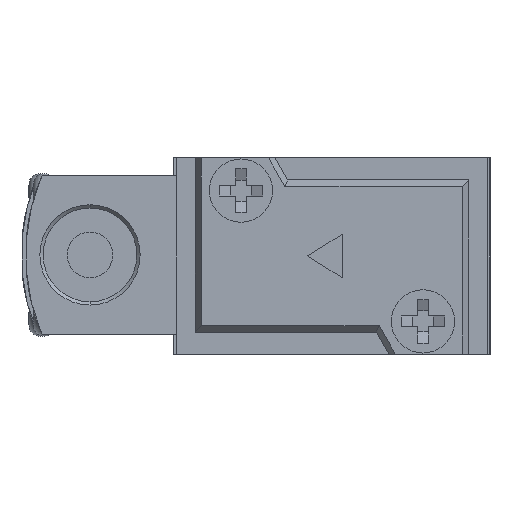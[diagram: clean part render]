
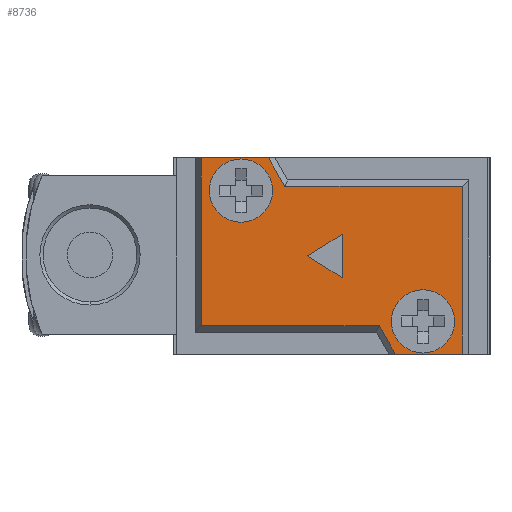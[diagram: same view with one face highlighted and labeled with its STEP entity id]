
A CAD part, left-side view. The second image highlights one B-rep face of the part: STEP entity #8736.
In plain terms, the highlighted face is planar.
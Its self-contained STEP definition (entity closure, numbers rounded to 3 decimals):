
#774 = EDGE_LOOP ( 'NONE', ( #5515, #5516, #5517 ) ) ;
#776 = EDGE_LOOP ( 'NONE', ( #5518, #5519 ) ) ;
#778 = EDGE_LOOP ( 'NONE', ( #5520, #5521 ) ) ;
#780 = EDGE_LOOP ( 'NONE', ( #5522, #5523, #5524, #5525, #5526, #5527, #5528, #5529 ) ) ;
#2351 = CARTESIAN_POINT ( 'NONE',  ( 6., 8.35, 1. ) ) ;
#2352 = DIRECTION ( 'NONE',  ( 0., 0., 1. ) ) ;
#2353 = DIRECTION ( 'NONE',  ( 1., 0., 0. ) ) ;
#2358 = CARTESIAN_POINT ( 'NONE',  ( -6., -8.35, 1. ) ) ;
#2359 = DIRECTION ( 'NONE',  ( 0., 0., 1. ) ) ;
#2360 = DIRECTION ( 'NONE',  ( 1., 0., 0. ) ) ;
#5515 = ORIENTED_EDGE ( 'NONE', *, *, #13279, .F. ) ;
#5516 = ORIENTED_EDGE ( 'NONE', *, *, #13278, .F. ) ;
#5517 = ORIENTED_EDGE ( 'NONE', *, *, #13277, .F. ) ;
#5518 = ORIENTED_EDGE ( 'NONE', *, *, #13276, .F. ) ;
#5519 = ORIENTED_EDGE ( 'NONE', *, *, #13695, .F. ) ;
#5520 = ORIENTED_EDGE ( 'NONE', *, *, #13275, .F. ) ;
#5521 = ORIENTED_EDGE ( 'NONE', *, *, #13692, .F. ) ;
#5522 = ORIENTED_EDGE ( 'NONE', *, *, #13274, .T. ) ;
#5523 = ORIENTED_EDGE ( 'NONE', *, *, #13273, .T. ) ;
#5524 = ORIENTED_EDGE ( 'NONE', *, *, #13331, .T. ) ;
#5525 = ORIENTED_EDGE ( 'NONE', *, *, #13272, .T. ) ;
#5526 = ORIENTED_EDGE ( 'NONE', *, *, #13271, .T. ) ;
#5527 = ORIENTED_EDGE ( 'NONE', *, *, #13270, .T. ) ;
#5528 = ORIENTED_EDGE ( 'NONE', *, *, #13307, .T. ) ;
#5529 = ORIENTED_EDGE ( 'NONE', *, *, #13269, .T. ) ;
#6212 = CIRCLE ( 'NONE', #16562, 2.9 ) ;
#6217 = CIRCLE ( 'NONE', #16563, 2.9 ) ;
#8736 = ADVANCED_FACE ( 'NONE', ( #15912, #15913, #15914, #15915 ), #8890, .F. ) ;
#8890 = PLANE ( 'NONE',  #16431 ) ;
#8891 = CARTESIAN_POINT ( 'NONE',  ( 6.4, -11.973, 1. ) ) ;
#8892 = DIRECTION ( 'NONE',  ( 0., 0., -1. ) ) ;
#8893 = DIRECTION ( 'NONE',  ( -1., 0., 0. ) ) ;
#8953 = CARTESIAN_POINT ( 'NONE',  ( 6.4, -11.973, 1. ) ) ;
#8954 = DIRECTION ( 'NONE',  ( 1., 0., 0. ) ) ;
#8955 = CARTESIAN_POINT ( 'NONE',  ( -6.4, -4.327, 1. ) ) ;
#8956 = DIRECTION ( 'NONE',  ( -0.866, -0.5, 0. ) ) ;
#8957 = CARTESIAN_POINT ( 'NONE',  ( -6.4, 11.973, 1. ) ) ;
#8958 = DIRECTION ( 'NONE',  ( 0., -1., 0. ) ) ;
#8959 = CARTESIAN_POINT ( 'NONE',  ( 9., 11.973, 1. ) ) ;
#8960 = DIRECTION ( 'NONE',  ( -1., 0., 0. ) ) ;
#8961 = CARTESIAN_POINT ( 'NONE',  ( 6.4, 4.327, 1. ) ) ;
#8962 = DIRECTION ( 'NONE',  ( 0.866, 0.5, 0. ) ) ;
#8963 = CARTESIAN_POINT ( 'NONE',  ( 6.4, 4.327, 1. ) ) ;
#8964 = DIRECTION ( 'NONE',  ( 0., 1., 0. ) ) ;
#8965 = CARTESIAN_POINT ( 'NONE',  ( 6., 8.35, 1. ) ) ;
#8966 = DIRECTION ( 'NONE',  ( 0., 0., 1. ) ) ;
#8967 = DIRECTION ( 'NONE',  ( 1., 0., 0. ) ) ;
#8968 = CARTESIAN_POINT ( 'NONE',  ( -6., -8.35, 1. ) ) ;
#8969 = DIRECTION ( 'NONE',  ( 0., 0., 1. ) ) ;
#8970 = DIRECTION ( 'NONE',  ( 1., 0., 0. ) ) ;
#8971 = CARTESIAN_POINT ( 'NONE',  ( -2., -0.947, 1. ) ) ;
#8972 = DIRECTION ( 'NONE',  ( 1., 0., 0. ) ) ;
#8973 = CARTESIAN_POINT ( 'NONE',  ( 0., 2.253, 1. ) ) ;
#8974 = DIRECTION ( 'NONE',  ( -0.53, 0.848, 0. ) ) ;
#8975 = CARTESIAN_POINT ( 'NONE',  ( 0., 2.253, 1. ) ) ;
#8976 = DIRECTION ( 'NONE',  ( -0.53, -0.848, 0. ) ) ;
#9037 = CARTESIAN_POINT ( 'NONE',  ( -9., -5.828, 1. ) ) ;
#9038 = DIRECTION ( 'NONE',  ( 0., -1., 0. ) ) ;
#9087 = CARTESIAN_POINT ( 'NONE',  ( 9., 11.973, 1. ) ) ;
#9088 = DIRECTION ( 'NONE',  ( 0., 1., 0. ) ) ;
#10408 = CARTESIAN_POINT ( 'NONE',  ( -8.9, -8.35, 1. ) ) ;
#10409 = CARTESIAN_POINT ( 'NONE',  ( -3.1, -8.35, 1. ) ) ;
#10410 = CARTESIAN_POINT ( 'NONE',  ( 3.1, 8.35, 1. ) ) ;
#10411 = CARTESIAN_POINT ( 'NONE',  ( 8.9, 8.35, 1. ) ) ;
#10506 = CARTESIAN_POINT ( 'NONE',  ( 9., 11.973, 1. ) ) ;
#10507 = CARTESIAN_POINT ( 'NONE',  ( 9., 5.828, 1. ) ) ;
#10515 = CARTESIAN_POINT ( 'NONE',  ( -9., -11.973, 1. ) ) ;
#10516 = CARTESIAN_POINT ( 'NONE',  ( -9., -5.828, 1. ) ) ;
#10531 = CARTESIAN_POINT ( 'NONE',  ( 0., 2.253, 1. ) ) ;
#10532 = CARTESIAN_POINT ( 'NONE',  ( -2., -0.947, 1. ) ) ;
#10533 = CARTESIAN_POINT ( 'NONE',  ( 2., -0.947, 1. ) ) ;
#10534 = CARTESIAN_POINT ( 'NONE',  ( 6.4, -11.973, 1. ) ) ;
#10535 = CARTESIAN_POINT ( 'NONE',  ( 6.4, 4.327, 1. ) ) ;
#10536 = CARTESIAN_POINT ( 'NONE',  ( -6.4, 11.973, 1. ) ) ;
#10537 = CARTESIAN_POINT ( 'NONE',  ( -6.4, -4.327, 1. ) ) ;
#13269 = EDGE_CURVE ( 'NONE', #22139, #22158, #15954, .T. ) ;
#13270 = EDGE_CURVE ( 'NONE', #22161, #22140, #15956, .T. ) ;
#13271 = EDGE_CURVE ( 'NONE', #22160, #22161, #15958, .T. ) ;
#13272 = EDGE_CURVE ( 'NONE', #22130, #22160, #15960, .T. ) ;
#13273 = EDGE_CURVE ( 'NONE', #22159, #22131, #15962, .T. ) ;
#13274 = EDGE_CURVE ( 'NONE', #22158, #22159, #15964, .T. ) ;
#13275 = EDGE_CURVE ( 'NONE', #22035, #22034, #15966, .T. ) ;
#13276 = EDGE_CURVE ( 'NONE', #22033, #22032, #15968, .T. ) ;
#13277 = EDGE_CURVE ( 'NONE', #22156, #22157, #15967, .T. ) ;
#13278 = EDGE_CURVE ( 'NONE', #22157, #22155, #15970, .T. ) ;
#13279 = EDGE_CURVE ( 'NONE', #22155, #22156, #15972, .T. ) ;
#13307 = EDGE_CURVE ( 'NONE', #22140, #22139, #16018, .T. ) ;
#13331 = EDGE_CURVE ( 'NONE', #22131, #22130, #16064, .T. ) ;
#13692 = EDGE_CURVE ( 'NONE', #22034, #22035, #6212, .T. ) ;
#13695 = EDGE_CURVE ( 'NONE', #22032, #22033, #6217, .T. ) ;
#15912 = FACE_BOUND ( 'NONE', #774, .T. ) ;
#15913 = FACE_BOUND ( 'NONE', #776, .T. ) ;
#15914 = FACE_BOUND ( 'NONE', #778, .T. ) ;
#15915 = FACE_OUTER_BOUND ( 'NONE', #780, .T. ) ;
#15954 = LINE ( 'NONE', #8953, #15955 ) ;
#15955 = VECTOR ( 'NONE', #8954, 1000. ) ;
#15956 = LINE ( 'NONE', #8955, #15957 ) ;
#15957 = VECTOR ( 'NONE', #8956, 1000. ) ;
#15958 = LINE ( 'NONE', #8957, #15959 ) ;
#15959 = VECTOR ( 'NONE', #8958, 1000. ) ;
#15960 = LINE ( 'NONE', #8959, #15961 ) ;
#15961 = VECTOR ( 'NONE', #8960, 1000. ) ;
#15962 = LINE ( 'NONE', #8961, #15963 ) ;
#15963 = VECTOR ( 'NONE', #8962, 1000. ) ;
#15964 = LINE ( 'NONE', #8963, #15965 ) ;
#15965 = VECTOR ( 'NONE', #8964, 1000. ) ;
#15966 = CIRCLE ( 'NONE', #16442, 2.9 ) ;
#15967 = LINE ( 'NONE', #8971, #15969 ) ;
#15968 = CIRCLE ( 'NONE', #16443, 2.9 ) ;
#15969 = VECTOR ( 'NONE', #8972, 1000. ) ;
#15970 = LINE ( 'NONE', #8973, #15971 ) ;
#15971 = VECTOR ( 'NONE', #8974, 1000. ) ;
#15972 = LINE ( 'NONE', #8975, #15973 ) ;
#15973 = VECTOR ( 'NONE', #8976, 1000. ) ;
#16018 = LINE ( 'NONE', #9037, #16019 ) ;
#16019 = VECTOR ( 'NONE', #9038, 1000. ) ;
#16064 = LINE ( 'NONE', #9087, #16065 ) ;
#16065 = VECTOR ( 'NONE', #9088, 1000. ) ;
#16431 = AXIS2_PLACEMENT_3D ( 'NONE', #8891, #8892, #8893 ) ;
#16442 = AXIS2_PLACEMENT_3D ( 'NONE', #8965, #8966, #8967 ) ;
#16443 = AXIS2_PLACEMENT_3D ( 'NONE', #8968, #8969, #8970 ) ;
#16562 = AXIS2_PLACEMENT_3D ( 'NONE', #2351, #2352, #2353 ) ;
#16563 = AXIS2_PLACEMENT_3D ( 'NONE', #2358, #2359, #2360 ) ;
#22032 = VERTEX_POINT ( 'NONE', #10408 ) ;
#22033 = VERTEX_POINT ( 'NONE', #10409 ) ;
#22034 = VERTEX_POINT ( 'NONE', #10410 ) ;
#22035 = VERTEX_POINT ( 'NONE', #10411 ) ;
#22130 = VERTEX_POINT ( 'NONE', #10506 ) ;
#22131 = VERTEX_POINT ( 'NONE', #10507 ) ;
#22139 = VERTEX_POINT ( 'NONE', #10515 ) ;
#22140 = VERTEX_POINT ( 'NONE', #10516 ) ;
#22155 = VERTEX_POINT ( 'NONE', #10531 ) ;
#22156 = VERTEX_POINT ( 'NONE', #10532 ) ;
#22157 = VERTEX_POINT ( 'NONE', #10533 ) ;
#22158 = VERTEX_POINT ( 'NONE', #10534 ) ;
#22159 = VERTEX_POINT ( 'NONE', #10535 ) ;
#22160 = VERTEX_POINT ( 'NONE', #10536 ) ;
#22161 = VERTEX_POINT ( 'NONE', #10537 ) ;
